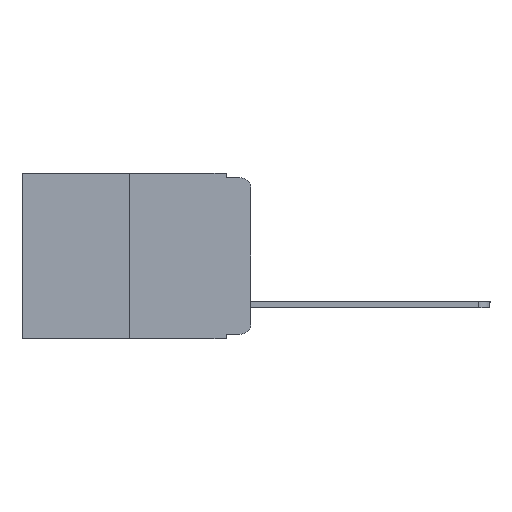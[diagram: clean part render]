
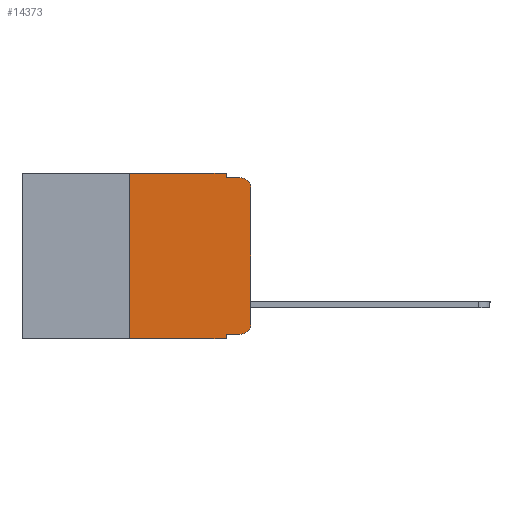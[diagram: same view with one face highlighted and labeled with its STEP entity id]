
A CAD part, left-side view. The second image highlights one B-rep face of the part: STEP entity #14373.
In plain terms, the highlighted planar face has unit normal (-1, 0, 0).
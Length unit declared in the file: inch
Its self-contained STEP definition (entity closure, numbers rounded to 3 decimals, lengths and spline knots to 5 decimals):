
#721 = VECTOR ( 'NONE', #21016, 39.37008 ) ;
#1151 = ORIENTED_EDGE ( 'NONE', *, *, #21658, .F. ) ;
#1319 = EDGE_CURVE ( 'NONE', #8595, #18354, #1401, .T. ) ;
#1401 = LINE ( 'NONE', #14129, #22845 ) ;
#1466 = CARTESIAN_POINT ( 'NONE',  ( 0., 0.02, -0.03 ) ) ;
#1574 = VECTOR ( 'NONE', #13908, 39.37008 ) ;
#1953 = VECTOR ( 'NONE', #16870, 39.37008 ) ;
#2733 = ORIENTED_EDGE ( 'NONE', *, *, #18317, .F. ) ;
#3282 = LINE ( 'NONE', #12611, #14472 ) ;
#3410 = DIRECTION ( 'NONE',  ( 0., 0., -1. ) ) ;
#5435 = VERTEX_POINT ( 'NONE', #20188 ) ;
#5440 = EDGE_CURVE ( 'NONE', #5435, #17155, #14658, .T. ) ;
#5639 = VECTOR ( 'NONE', #19697, 39.37008 ) ;
#5794 = ORIENTED_EDGE ( 'NONE', *, *, #1319, .F. ) ;
#5882 = VERTEX_POINT ( 'NONE', #22315 ) ;
#6367 = CIRCLE ( 'NONE', #9466, 0.02 ) ;
#6483 = CARTESIAN_POINT ( 'NONE',  ( 0., 0.25, 0. ) ) ;
#6933 = LINE ( 'NONE', #10568, #21792 ) ;
#6953 = ORIENTED_EDGE ( 'NONE', *, *, #10938, .T. ) ;
#7012 = CARTESIAN_POINT ( 'NONE',  ( 0., 0.25, -0.343 ) ) ;
#7023 = CARTESIAN_POINT ( 'NONE',  ( 0., 0., -0.03 ) ) ;
#7334 = DIRECTION ( 'NONE',  ( -1., 0., 0. ) ) ;
#7381 = EDGE_CURVE ( 'NONE', #20283, #17895, #6367, .T. ) ;
#7559 = ORIENTED_EDGE ( 'NONE', *, *, #14614, .F. ) ;
#7937 = CARTESIAN_POINT ( 'NONE',  ( 0., 0.473, 0. ) ) ;
#8595 = VERTEX_POINT ( 'NONE', #20721 ) ;
#8861 = DIRECTION ( 'NONE',  ( 0., 0., -1. ) ) ;
#8919 = VERTEX_POINT ( 'NONE', #7012 ) ;
#9466 = AXIS2_PLACEMENT_3D ( 'NONE', #1466, #20137, #3410 ) ;
#10029 = VECTOR ( 'NONE', #20606, 39.37008 ) ;
#10368 = LINE ( 'NONE', #6483, #1574 ) ;
#10568 = CARTESIAN_POINT ( 'NONE',  ( 0., 0.051, 0. ) ) ;
#10597 = DIRECTION ( 'NONE',  ( 0., 0., -1. ) ) ;
#10905 = LINE ( 'NONE', #14683, #10029 ) ;
#10938 = EDGE_CURVE ( 'NONE', #8919, #11191, #17890, .T. ) ;
#10951 = CARTESIAN_POINT ( 'NONE',  ( 0., 0.051, -0.343 ) ) ;
#11191 = VERTEX_POINT ( 'NONE', #10951 ) ;
#11198 = CARTESIAN_POINT ( 'NONE',  ( 0., 0.02, -0.313 ) ) ;
#11317 = DIRECTION ( 'NONE',  ( 0., 0., -1. ) ) ;
#11501 = LINE ( 'NONE', #16997, #1953 ) ;
#12074 = CARTESIAN_POINT ( 'NONE',  ( 0., 0.051, -0.01 ) ) ;
#12198 = EDGE_LOOP ( 'NONE', ( #15509, #21047, #7559, #5794, #1151, #2733, #6953, #14845, #22461, #22869 ) ) ;
#12611 = CARTESIAN_POINT ( 'NONE',  ( 0., 0.473, 0. ) ) ;
#13089 = AXIS2_PLACEMENT_3D ( 'NONE', #11198, #7334, #11317 ) ;
#13908 = DIRECTION ( 'NONE',  ( 0., 0., 1. ) ) ;
#14129 = CARTESIAN_POINT ( 'NONE',  ( 0., 0.051, 0. ) ) ;
#14373 = ADVANCED_FACE ( 'NONE', ( #20436 ), #18742, .F. ) ;
#14472 = VECTOR ( 'NONE', #14552, 39.37008 ) ;
#14552 = DIRECTION ( 'NONE',  ( 0., -1., 0. ) ) ;
#14614 = EDGE_CURVE ( 'NONE', #18354, #17895, #21262, .T. ) ;
#14658 = CIRCLE ( 'NONE', #13089, 0.02 ) ;
#14683 = CARTESIAN_POINT ( 'NONE',  ( 0., 0.051, -0.333 ) ) ;
#14845 = ORIENTED_EDGE ( 'NONE', *, *, #21121, .F. ) ;
#15509 = ORIENTED_EDGE ( 'NONE', *, *, #18122, .T. ) ;
#16314 = EDGE_CURVE ( 'NONE', #23897, #5435, #10905, .T. ) ;
#16870 = DIRECTION ( 'NONE',  ( 0., 0., 1. ) ) ;
#16997 = CARTESIAN_POINT ( 'NONE',  ( 0., 0., 0. ) ) ;
#17066 = DIRECTION ( 'NONE',  ( 1., 0., 0. ) ) ;
#17155 = VERTEX_POINT ( 'NONE', #21874 ) ;
#17292 = CARTESIAN_POINT ( 'NONE',  ( 0., 0.051, -0.01 ) ) ;
#17607 = CARTESIAN_POINT ( 'NONE',  ( 0., 0.02, -0.01 ) ) ;
#17890 = LINE ( 'NONE', #21381, #5639 ) ;
#17895 = VERTEX_POINT ( 'NONE', #17607 ) ;
#18122 = EDGE_CURVE ( 'NONE', #17155, #20283, #11501, .T. ) ;
#18317 = EDGE_CURVE ( 'NONE', #8919, #5882, #10368, .T. ) ;
#18354 = VERTEX_POINT ( 'NONE', #12074 ) ;
#18513 = AXIS2_PLACEMENT_3D ( 'NONE', #7937, #17066, #22355 ) ;
#18742 = PLANE ( 'NONE',  #18513 ) ;
#19697 = DIRECTION ( 'NONE',  ( 0., -1., 0. ) ) ;
#20137 = DIRECTION ( 'NONE',  ( -1., 0., 0. ) ) ;
#20188 = CARTESIAN_POINT ( 'NONE',  ( 0., 0.02, -0.333 ) ) ;
#20283 = VERTEX_POINT ( 'NONE', #7023 ) ;
#20436 = FACE_OUTER_BOUND ( 'NONE', #12198, .T. ) ;
#20606 = DIRECTION ( 'NONE',  ( 0., -1., 0. ) ) ;
#20721 = CARTESIAN_POINT ( 'NONE',  ( 0., 0.051, 0. ) ) ;
#21016 = DIRECTION ( 'NONE',  ( 0., -1., 0. ) ) ;
#21047 = ORIENTED_EDGE ( 'NONE', *, *, #7381, .T. ) ;
#21106 = CARTESIAN_POINT ( 'NONE',  ( 0., 0.051, -0.333 ) ) ;
#21121 = EDGE_CURVE ( 'NONE', #23897, #11191, #6933, .T. ) ;
#21262 = LINE ( 'NONE', #17292, #721 ) ;
#21381 = CARTESIAN_POINT ( 'NONE',  ( 0., 0.473, -0.343 ) ) ;
#21658 = EDGE_CURVE ( 'NONE', #5882, #8595, #3282, .T. ) ;
#21792 = VECTOR ( 'NONE', #8861, 39.37008 ) ;
#21874 = CARTESIAN_POINT ( 'NONE',  ( 0., 0., -0.313 ) ) ;
#22315 = CARTESIAN_POINT ( 'NONE',  ( 0., 0.25, 0. ) ) ;
#22355 = DIRECTION ( 'NONE',  ( 0., 0., -1. ) ) ;
#22461 = ORIENTED_EDGE ( 'NONE', *, *, #16314, .T. ) ;
#22845 = VECTOR ( 'NONE', #10597, 39.37008 ) ;
#22869 = ORIENTED_EDGE ( 'NONE', *, *, #5440, .T. ) ;
#23897 = VERTEX_POINT ( 'NONE', #21106 ) ;
